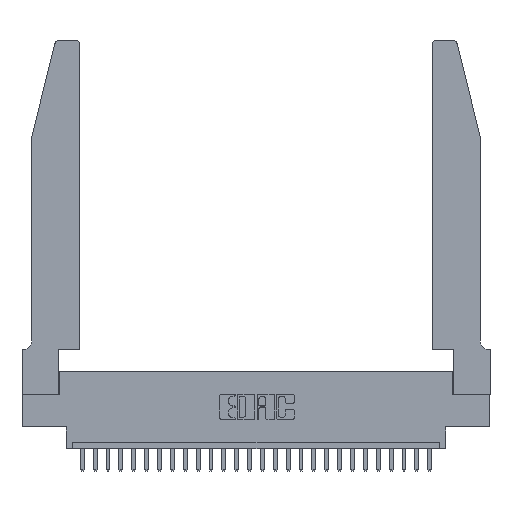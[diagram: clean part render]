
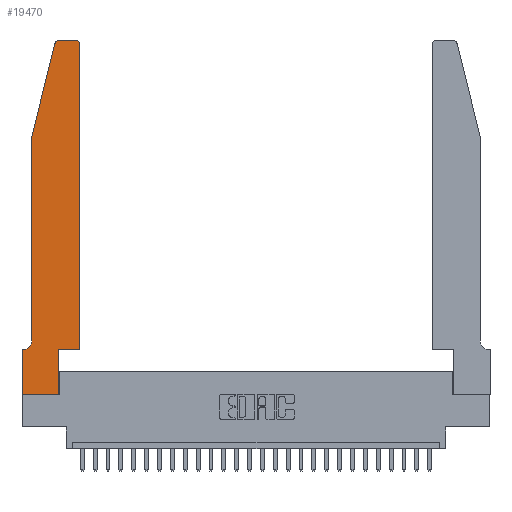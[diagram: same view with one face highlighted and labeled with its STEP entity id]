
A CAD part, top view. The second image highlights one B-rep face of the part: STEP entity #19470.
In plain terms, the highlighted planar face has unit normal (0, 0, 1).
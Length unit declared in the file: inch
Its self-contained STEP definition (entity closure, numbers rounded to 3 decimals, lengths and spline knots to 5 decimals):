
#27 = CARTESIAN_POINT ( 'NONE',  ( 0., 0.35, 0.37 ) ) ;
#284 = CARTESIAN_POINT ( 'NONE',  ( 0., 0., 0.37 ) ) ;
#848 = CARTESIAN_POINT ( 'NONE',  ( 0., 0., 0.37 ) ) ;
#1174 = LINE ( 'NONE', #5416, #15726 ) ;
#1670 = DIRECTION ( 'NONE',  ( 0., -1., 0. ) ) ;
#2010 = VECTOR ( 'NONE', #1670, 39.37008 ) ;
#2073 = ORIENTED_EDGE ( 'NONE', *, *, #23796, .T. ) ;
#2810 = CARTESIAN_POINT ( 'NONE',  ( 0.2605, 2.75, 0.37 ) ) ;
#2883 = VECTOR ( 'NONE', #11872, 39.37008 ) ;
#3673 = CARTESIAN_POINT ( 'NONE',  ( 0.0755, 0.42, 0.37 ) ) ;
#3680 = CARTESIAN_POINT ( 'NONE',  ( 0.284, 2.75, 0.37 ) ) ;
#3707 = LINE ( 'NONE', #11915, #23897 ) ;
#3808 = VERTEX_POINT ( 'NONE', #3680 ) ;
#4244 = ORIENTED_EDGE ( 'NONE', *, *, #12841, .T. ) ;
#4425 = VERTEX_POINT ( 'NONE', #19281 ) ;
#4603 = EDGE_CURVE ( 'NONE', #15964, #17748, #21881, .T. ) ;
#4939 = EDGE_CURVE ( 'NONE', #26907, #16578, #8777, .T. ) ;
#5382 = ORIENTED_EDGE ( 'NONE', *, *, #6956, .T. ) ;
#5416 = CARTESIAN_POINT ( 'NONE',  ( 0., 0., 0.37 ) ) ;
#5646 = CARTESIAN_POINT ( 'NONE',  ( 0.284, 2.72, 0.37 ) ) ;
#6098 = LINE ( 'NONE', #8935, #18568 ) ;
#6815 = VERTEX_POINT ( 'NONE', #27095 ) ;
#6956 = EDGE_CURVE ( 'NONE', #3808, #23226, #27571, .T. ) ;
#7037 = ORIENTED_EDGE ( 'NONE', *, *, #21571, .T. ) ;
#7359 = ORIENTED_EDGE ( 'NONE', *, *, #21135, .T. ) ;
#7735 = LINE ( 'NONE', #18855, #2010 ) ;
#8078 = ORIENTED_EDGE ( 'NONE', *, *, #4939, .T. ) ;
#8377 = VECTOR ( 'NONE', #17274, 39.37008 ) ;
#8777 = LINE ( 'NONE', #22385, #11460 ) ;
#8935 = CARTESIAN_POINT ( 'NONE',  ( 0.0755, 0.35, 0.37 ) ) ;
#8941 = CARTESIAN_POINT ( 'NONE',  ( 0.2865, 0.35, 0.37 ) ) ;
#9387 = DIRECTION ( 'NONE',  ( 1., 0., 0. ) ) ;
#9505 = DIRECTION ( 'NONE',  ( 1., 0., 0. ) ) ;
#10196 = PLANE ( 'NONE',  #13960 ) ;
#10378 = CIRCLE ( 'NONE', #15631, 0.07 ) ;
#10693 = DIRECTION ( 'NONE',  ( 0., 0., -1. ) ) ;
#10783 = LINE ( 'NONE', #25790, #8377 ) ;
#11117 = CARTESIAN_POINT ( 'NONE',  ( 0.4505, 0.35, 0.37 ) ) ;
#11118 = CARTESIAN_POINT ( 'NONE',  ( 0.2865, 0.35, 0.37 ) ) ;
#11460 = VECTOR ( 'NONE', #9505, 39.37008 ) ;
#11552 = DIRECTION ( 'NONE',  ( 0., 1., 0. ) ) ;
#11560 = EDGE_CURVE ( 'NONE', #6815, #16704, #7735, .T. ) ;
#11810 = CARTESIAN_POINT ( 'NONE',  ( 0.4205, 2.75, 0.37 ) ) ;
#11872 = DIRECTION ( 'NONE',  ( -1., 0., 0. ) ) ;
#11889 = DIRECTION ( 'NONE',  ( 0., 0., 1. ) ) ;
#11915 = CARTESIAN_POINT ( 'NONE',  ( 0.4505, 0.35, 0.37 ) ) ;
#12405 = EDGE_CURVE ( 'NONE', #23226, #6815, #10783, .T. ) ;
#12841 = EDGE_CURVE ( 'NONE', #25981, #14619, #13069, .T. ) ;
#13069 = LINE ( 'NONE', #848, #26514 ) ;
#13258 = EDGE_CURVE ( 'NONE', #14619, #4425, #1174, .T. ) ;
#13407 = LINE ( 'NONE', #8941, #19173 ) ;
#13960 = AXIS2_PLACEMENT_3D ( 'NONE', #25230, #22964, #9387 ) ;
#14003 = DIRECTION ( 'NONE',  ( 0., -1., 0. ) ) ;
#14619 = VERTEX_POINT ( 'NONE', #284 ) ;
#14737 = DIRECTION ( 'NONE',  ( 1., 0., 0. ) ) ;
#15098 = CARTESIAN_POINT ( 'NONE',  ( 0.0055, 0.42, 0.37 ) ) ;
#15406 = ORIENTED_EDGE ( 'NONE', *, *, #27851, .T. ) ;
#15434 = LINE ( 'NONE', #2810, #2883 ) ;
#15631 = AXIS2_PLACEMENT_3D ( 'NONE', #15098, #10693, #21528 ) ;
#15726 = VECTOR ( 'NONE', #26835, 39.37008 ) ;
#15964 = VERTEX_POINT ( 'NONE', #20681 ) ;
#15972 = CARTESIAN_POINT ( 'NONE',  ( 0.25487, 2.72718, 0.37 ) ) ;
#16578 = VERTEX_POINT ( 'NONE', #11117 ) ;
#16704 = VERTEX_POINT ( 'NONE', #3673 ) ;
#16797 = CARTESIAN_POINT ( 'NONE',  ( 0.4205, 2.72, 0.37 ) ) ;
#17274 = DIRECTION ( 'NONE',  ( -0.239, -0.971, 0. ) ) ;
#17650 = AXIS2_PLACEMENT_3D ( 'NONE', #5646, #11889, #22902 ) ;
#17748 = VERTEX_POINT ( 'NONE', #11810 ) ;
#17959 = EDGE_LOOP ( 'NONE', ( #2073, #5382, #20694, #19620, #7037, #15406, #4244, #27734, #7359, #8078, #25640, #24555 ) ) ;
#18568 = VECTOR ( 'NONE', #26449, 39.37008 ) ;
#18855 = CARTESIAN_POINT ( 'NONE',  ( 0.0755, 2., 0.37 ) ) ;
#19173 = VECTOR ( 'NONE', #23998, 39.37008 ) ;
#19281 = CARTESIAN_POINT ( 'NONE',  ( 0.2865, 0., 0.37 ) ) ;
#19470 = ADVANCED_FACE ( 'NONE', ( #21581 ), #10196, .T. ) ;
#19620 = ORIENTED_EDGE ( 'NONE', *, *, #11560, .T. ) ;
#20681 = CARTESIAN_POINT ( 'NONE',  ( 0.4505, 2.72, 0.37 ) ) ;
#20694 = ORIENTED_EDGE ( 'NONE', *, *, #12405, .T. ) ;
#20775 = DIRECTION ( 'NONE',  ( 0., 0., 1. ) ) ;
#21135 = EDGE_CURVE ( 'NONE', #4425, #26907, #13407, .T. ) ;
#21377 = AXIS2_PLACEMENT_3D ( 'NONE', #16797, #20775, #14737 ) ;
#21528 = DIRECTION ( 'NONE',  ( -1., 0., 0. ) ) ;
#21571 = EDGE_CURVE ( 'NONE', #16704, #23048, #10378, .T. ) ;
#21581 = FACE_OUTER_BOUND ( 'NONE', #17959, .T. ) ;
#21881 = CIRCLE ( 'NONE', #21377, 0.03 ) ;
#22385 = CARTESIAN_POINT ( 'NONE',  ( 0.4505, 0.35, 0.37 ) ) ;
#22902 = DIRECTION ( 'NONE',  ( 1., 0., 0. ) ) ;
#22964 = DIRECTION ( 'NONE',  ( 0., 0., 1. ) ) ;
#23048 = VERTEX_POINT ( 'NONE', #25582 ) ;
#23226 = VERTEX_POINT ( 'NONE', #15972 ) ;
#23796 = EDGE_CURVE ( 'NONE', #17748, #3808, #15434, .T. ) ;
#23897 = VECTOR ( 'NONE', #11552, 39.37008 ) ;
#23998 = DIRECTION ( 'NONE',  ( 0., 1., 0. ) ) ;
#24555 = ORIENTED_EDGE ( 'NONE', *, *, #4603, .T. ) ;
#25230 = CARTESIAN_POINT ( 'NONE',  ( 0., 0.35, 0.37 ) ) ;
#25582 = CARTESIAN_POINT ( 'NONE',  ( 0.0055, 0.35, 0.37 ) ) ;
#25640 = ORIENTED_EDGE ( 'NONE', *, *, #27385, .T. ) ;
#25790 = CARTESIAN_POINT ( 'NONE',  ( 0.0755, 2., 0.37 ) ) ;
#25981 = VERTEX_POINT ( 'NONE', #27 ) ;
#26449 = DIRECTION ( 'NONE',  ( -1., 0., 0. ) ) ;
#26514 = VECTOR ( 'NONE', #14003, 39.37008 ) ;
#26835 = DIRECTION ( 'NONE',  ( 1., 0., 0. ) ) ;
#26907 = VERTEX_POINT ( 'NONE', #11118 ) ;
#27095 = CARTESIAN_POINT ( 'NONE',  ( 0.0755, 2., 0.37 ) ) ;
#27385 = EDGE_CURVE ( 'NONE', #16578, #15964, #3707, .T. ) ;
#27571 = CIRCLE ( 'NONE', #17650, 0.03 ) ;
#27734 = ORIENTED_EDGE ( 'NONE', *, *, #13258, .T. ) ;
#27851 = EDGE_CURVE ( 'NONE', #23048, #25981, #6098, .T. ) ;
